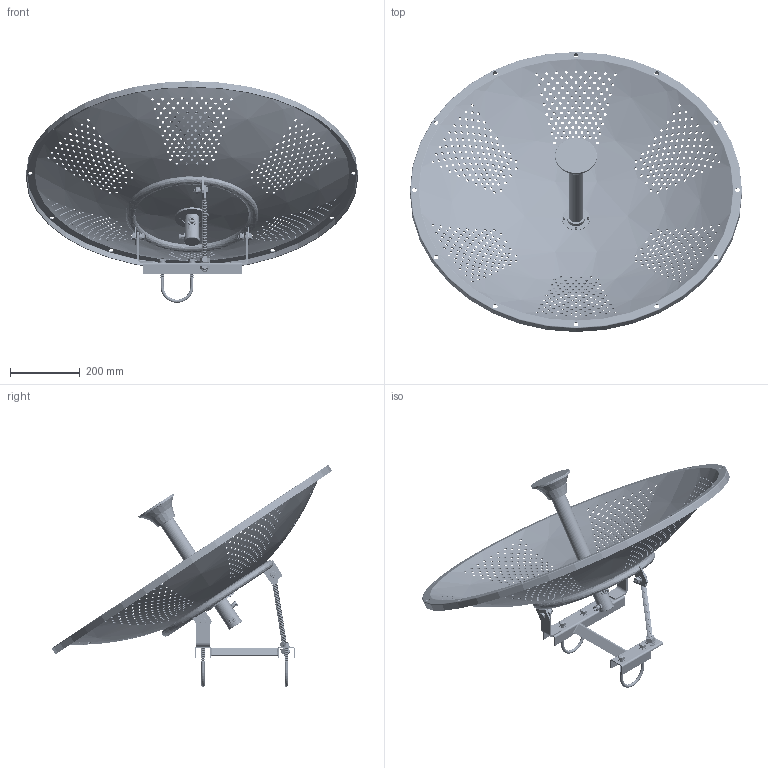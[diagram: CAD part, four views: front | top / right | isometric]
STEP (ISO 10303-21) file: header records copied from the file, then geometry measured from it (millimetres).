
FILE_DESCRIPTION (( 'STEP AP214' ), '1' );
FILE_NAME ('HG5158DP-32D.STEP', '2012-11-08T20:45:25', ( 'x' ), ( '' ), 'SwSTEP 2.0', 'SolidWorks 2012', '' );
FILE_SCHEMA (( 'AUTOMOTIVE_DESIGN' ));
Length unit declared in the file: inch
Products named in the file (7): HG5158DP-32D_M4-MS; HG5158DP-32D_Feed Horn; HG5158DP-32D_U-Bolt; HG5158DP-32D_ThreadedArm; HG5158DP-32D_Bracket_Default<As Machined>; HG5158DP-32D_Dish; HG5158DP-32D
Assembly tree (10 placements, depth 2):
  HG5158DP-32D
    HG5158DP-32D_Dish
    HG5158DP-32D_Bracket_Default<As Machined>
    HG5158DP-32D_ThreadedArm
    HG5158DP-32D_U-Bolt  x2
    HG5158DP-32D_Feed Horn
    HG5158DP-32D_M4-MS  x4
Bounding box: 949.33 x 801.62 x 633.81 mm (x, y, z)
Volume: 3759279.2 mm3; surface area: 2013974.4 mm2
Topology: 16 solids, 16 shells, 5200 faces, 12403 edges, 7300 vertices
Faces by surface type: cone 2720, cylinder 1820, plane 533, torus 92, bspline 19, sphere 16
Entity records: 259763 total; most frequent: CARTESIAN_POINT 123856, ORIENTED_EDGE 20266, DIRECTION 17423, EDGE_CURVE 10133, AXIS2_PLACEMENT_3D 6605, VERTEX_POINT 6118, EDGE_LOOP 5765, LINE 4213
